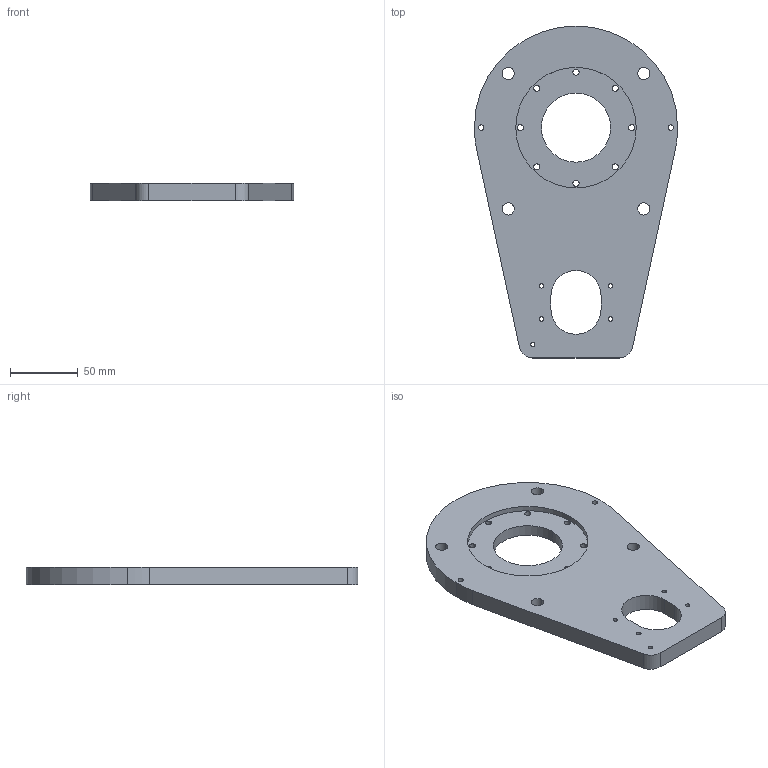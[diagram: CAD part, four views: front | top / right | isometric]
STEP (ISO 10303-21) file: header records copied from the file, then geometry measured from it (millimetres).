
FILE_DESCRIPTION (( 'STEP AP203' ), '1' );
FILE_NAME ('J1 Base Plate.STEP', '2018-05-06T04:52:17', ( '' ), ( '' ), 'SwSTEP 2.0', 'SolidWorks 2016', '' );
FILE_SCHEMA (( 'CONFIG_CONTROL_DESIGN' ));
Length unit declared in the file: millimetre
Products named in the file (1): J1 Base Plate
Bounding box: 150 x 245 x 12.7 mm (x, y, z)
Volume: 296318.4 mm3; surface area: 65767.4 mm2
Topology: 1 solids, 1 shells, 81 faces, 210 edges, 140 vertices
Faces by surface type: cylinder 65, plane 16
Entity records: 2715 total; most frequent: DIRECTION 504, CARTESIAN_POINT 432, ORIENTED_EDGE 420, AXIS2_PLACEMENT_3D 212, EDGE_CURVE 210, VERTEX_POINT 140, EDGE_LOOP 132, CIRCLE 130
